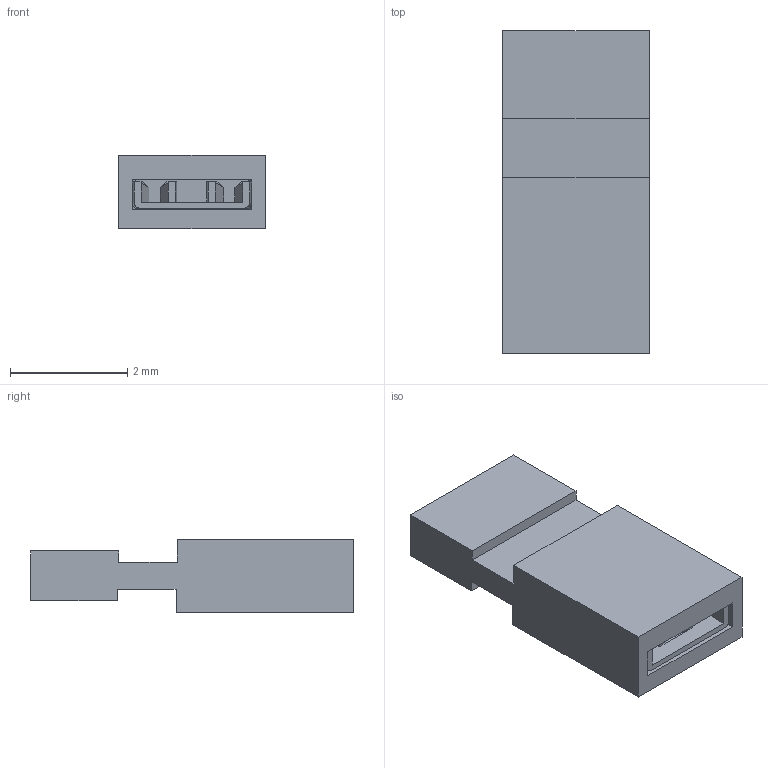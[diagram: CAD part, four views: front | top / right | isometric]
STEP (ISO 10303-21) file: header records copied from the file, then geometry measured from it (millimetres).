
FILE_DESCRIPTION (( 'STEP AP214' ), '1' );
FILE_NAME ('11501, NPB02SVFN-RC.STEP', '2013-01-24T09:29:20', ( '' ), ( '' ), 'SwSTEP 2.0', 'SolidWorks 2012', '' );
FILE_SCHEMA (( 'AUTOMOTIVE_DESIGN' ));
Length unit declared in the file: millimetre
Products named in the file (1): 11501, NPB02SVFN-RC
Bounding box: 2.5 x 5.5 x 1.25 mm (x, y, z)
Volume: 11.7 mm3; surface area: 73.2 mm2
Topology: 2 solids, 2 shells, 80 faces, 211 edges, 136 vertices
Faces by surface type: plane 73, cylinder 7
Entity records: 2460 total; most frequent: CARTESIAN_POINT 440, ORIENTED_EDGE 422, DIRECTION 379, EDGE_CURVE 211, LINE 197, VECTOR 197, VERTEX_POINT 136, AXIS2_PLACEMENT_3D 91
